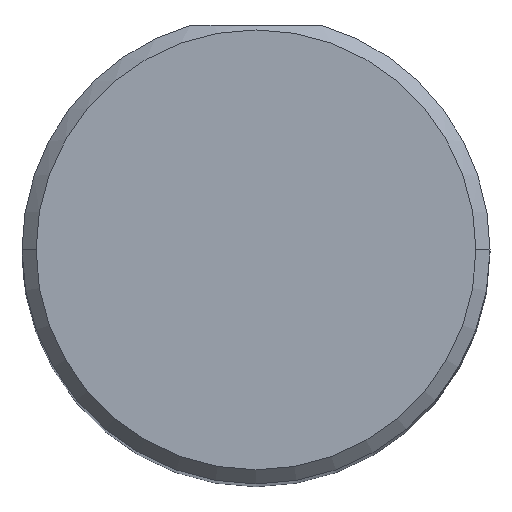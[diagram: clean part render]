
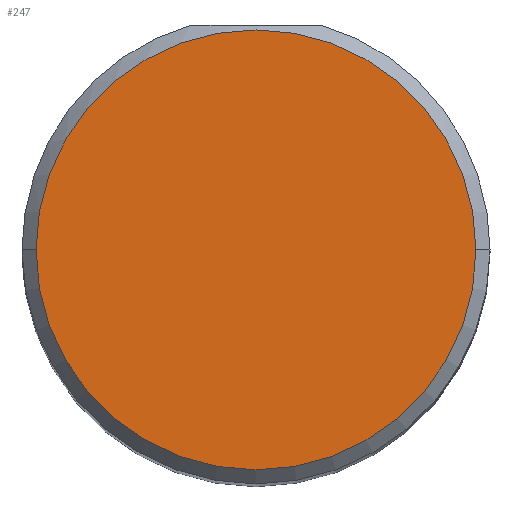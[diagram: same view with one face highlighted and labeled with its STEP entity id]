
A CAD part, top view. The second image highlights one B-rep face of the part: STEP entity #247.
In plain terms, the highlighted planar face has unit normal (0, 0, 1).
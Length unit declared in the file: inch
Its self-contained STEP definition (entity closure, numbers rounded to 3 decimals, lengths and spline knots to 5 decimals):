
#12 = CARTESIAN_POINT ( 'NONE',  ( 1., 0., 3. ) ) ;
#57 = DIRECTION ( 'NONE',  ( -1., 0., 0. ) ) ;
#59 = AXIS2_PLACEMENT_3D ( 'NONE', #488, #493, #57 ) ;
#76 = DIRECTION ( 'NONE',  ( -1., 0., 0. ) ) ;
#149 = ORIENTED_EDGE ( 'NONE', *, *, #188, .F. ) ;
#160 = DIRECTION ( 'NONE',  ( 0., 0., -1. ) ) ;
#173 = ORIENTED_EDGE ( 'NONE', *, *, #522, .F. ) ;
#187 = EDGE_LOOP ( 'NONE', ( #149, #173 ) ) ;
#188 = EDGE_CURVE ( 'NONE', #465, #251, #455, .T. ) ;
#200 = DIRECTION ( 'NONE',  ( -1., 0., 0. ) ) ;
#247 = ADVANCED_FACE ( 'NONE', ( #506 ), #311, .T. ) ;
#251 = VERTEX_POINT ( 'NONE', #373 ) ;
#253 = AXIS2_PLACEMENT_3D ( 'NONE', #12, #160, #200 ) ;
#272 = AXIS2_PLACEMENT_3D ( 'NONE', #323, #317, #76 ) ;
#311 = PLANE ( 'NONE',  #272 ) ;
#317 = DIRECTION ( 'NONE',  ( 0., 0., 1. ) ) ;
#323 = CARTESIAN_POINT ( 'NONE',  ( 1., 0., 3. ) ) ;
#373 = CARTESIAN_POINT ( 'NONE',  ( 0.765, 0., 3. ) ) ;
#455 = CIRCLE ( 'NONE', #253, 0.235 ) ;
#465 = VERTEX_POINT ( 'NONE', #595 ) ;
#488 = CARTESIAN_POINT ( 'NONE',  ( 1., 0., 3. ) ) ;
#493 = DIRECTION ( 'NONE',  ( 0., 0., -1. ) ) ;
#506 = FACE_OUTER_BOUND ( 'NONE', #187, .T. ) ;
#522 = EDGE_CURVE ( 'NONE', #251, #465, #571, .T. ) ;
#571 = CIRCLE ( 'NONE', #59, 0.235 ) ;
#595 = CARTESIAN_POINT ( 'NONE',  ( 1.235, 0., 3. ) ) ;
